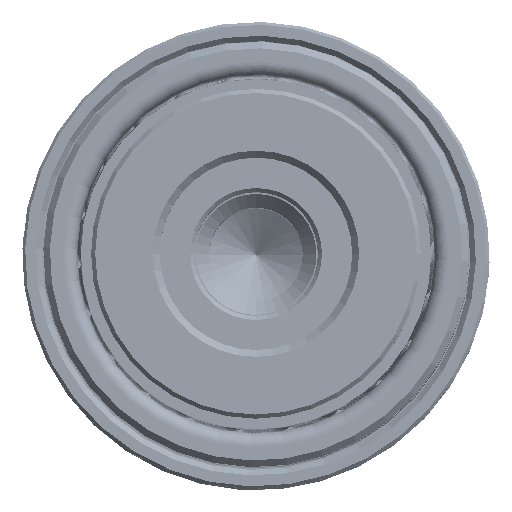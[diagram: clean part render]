
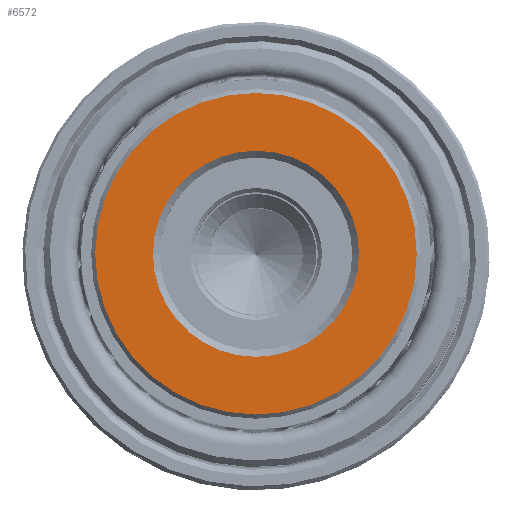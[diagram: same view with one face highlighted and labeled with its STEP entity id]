
A CAD part, top view. The second image highlights one B-rep face of the part: STEP entity #6572.
In plain terms, the highlighted face is planar.
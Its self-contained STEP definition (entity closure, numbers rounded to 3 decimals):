
#1283 = CIRCLE ( 'NONE', #5047, 11.7 ) ;
#1485 = CARTESIAN_POINT ( 'NONE',  ( -11.7, 0., 0. ) ) ;
#2906 = CARTESIAN_POINT ( 'NONE',  ( -7.5, 0., 0. ) ) ;
#3159 = CIRCLE ( 'NONE', #23381, 11.7 ) ;
#3440 = CARTESIAN_POINT ( 'NONE',  ( 0., 0., 0. ) ) ;
#3649 = CARTESIAN_POINT ( 'NONE',  ( 0., 0., 0. ) ) ;
#4091 = ORIENTED_EDGE ( 'NONE', *, *, #7819, .T. ) ;
#4101 = DIRECTION ( 'NONE',  ( 1., 0., 0. ) ) ;
#4845 = FACE_BOUND ( 'NONE', #34758, .T. ) ;
#5047 = AXIS2_PLACEMENT_3D ( 'NONE', #10929, #33454, #14141 ) ;
#5771 = VERTEX_POINT ( 'NONE', #1485 ) ;
#5905 = CIRCLE ( 'NONE', #31533, 7.5 ) ;
#5997 = ORIENTED_EDGE ( 'NONE', *, *, #37206, .T. ) ;
#6572 = ADVANCED_FACE ( 'NONE', ( #29539, #4845 ), #7208, .F. ) ;
#6698 = DIRECTION ( 'NONE',  ( 1., 0., 0. ) ) ;
#6886 = DIRECTION ( 'NONE',  ( 1., 0., 0. ) ) ;
#7208 = PLANE ( 'NONE',  #28246 ) ;
#7819 = EDGE_CURVE ( 'NONE', #12719, #5771, #1283, .T. ) ;
#8989 = CARTESIAN_POINT ( 'NONE',  ( 7.5, 0., 0. ) ) ;
#9996 = CARTESIAN_POINT ( 'NONE',  ( 11.7, 0., 0. ) ) ;
#10929 = CARTESIAN_POINT ( 'NONE',  ( 0., 0., 0. ) ) ;
#12719 = VERTEX_POINT ( 'NONE', #9996 ) ;
#14141 = DIRECTION ( 'NONE',  ( 1., 0., 0. ) ) ;
#15000 = DIRECTION ( 'NONE',  ( 0., 0., -1. ) ) ;
#16157 = VERTEX_POINT ( 'NONE', #2906 ) ;
#23381 = AXIS2_PLACEMENT_3D ( 'NONE', #34320, #15000, #37516 ) ;
#23416 = DIRECTION ( 'NONE',  ( 0., 0., 1. ) ) ;
#25512 = EDGE_CURVE ( 'NONE', #5771, #12719, #3159, .T. ) ;
#25974 = DIRECTION ( 'NONE',  ( 0., 0., 1. ) ) ;
#26175 = DIRECTION ( 'NONE',  ( 0., 0., 1. ) ) ;
#26500 = CARTESIAN_POINT ( 'NONE',  ( 0., 0., 0. ) ) ;
#27518 = CIRCLE ( 'NONE', #32650, 7.5 ) ;
#27724 = ORIENTED_EDGE ( 'NONE', *, *, #39777, .T. ) ;
#28246 = AXIS2_PLACEMENT_3D ( 'NONE', #26500, #23416, #4101 ) ;
#29539 = FACE_OUTER_BOUND ( 'NONE', #37756, .T. ) ;
#31533 = AXIS2_PLACEMENT_3D ( 'NONE', #3649, #26175, #6886 ) ;
#32650 = AXIS2_PLACEMENT_3D ( 'NONE', #3440, #25974, #6698 ) ;
#33454 = DIRECTION ( 'NONE',  ( 0., 0., -1. ) ) ;
#34320 = CARTESIAN_POINT ( 'NONE',  ( 0., 0., 0. ) ) ;
#34758 = EDGE_LOOP ( 'NONE', ( #5997, #27724 ) ) ;
#34802 = ORIENTED_EDGE ( 'NONE', *, *, #25512, .T. ) ;
#37206 = EDGE_CURVE ( 'NONE', #16157, #39090, #5905, .T. ) ;
#37516 = DIRECTION ( 'NONE',  ( 1., 0., 0. ) ) ;
#37756 = EDGE_LOOP ( 'NONE', ( #4091, #34802 ) ) ;
#39090 = VERTEX_POINT ( 'NONE', #8989 ) ;
#39777 = EDGE_CURVE ( 'NONE', #39090, #16157, #27518, .T. ) ;
